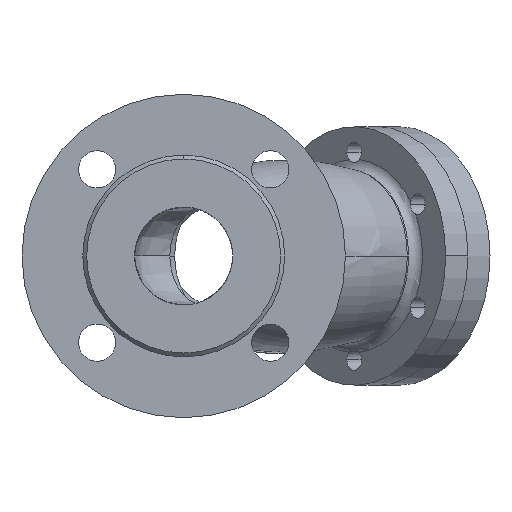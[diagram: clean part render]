
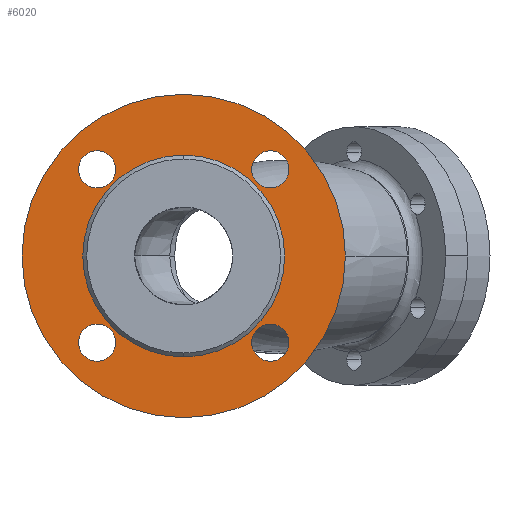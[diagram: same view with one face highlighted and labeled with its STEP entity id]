
A CAD part, left-side view. The second image highlights one B-rep face of the part: STEP entity #6020.
In plain terms, the highlighted planar face has unit normal (-1, 0, 0).
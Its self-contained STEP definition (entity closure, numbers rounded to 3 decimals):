
#103 = CARTESIAN_POINT ( 'NONE',  ( -113., 0., 0. ) ) ;
#162 = AXIS2_PLACEMENT_3D ( 'NONE', #103, #22880, #22496 ) ;
#404 = CARTESIAN_POINT ( 'NONE',  ( -113., 44.194, -44.194 ) ) ;
#522 = EDGE_LOOP ( 'NONE', ( #6997, #7414 ) ) ;
#589 = EDGE_CURVE ( 'NONE', #7402, #23811, #15830, .T. ) ;
#675 = EDGE_LOOP ( 'NONE', ( #4586, #18600 ) ) ;
#691 = VERTEX_POINT ( 'NONE', #17093 ) ;
#881 = CIRCLE ( 'NONE', #23916, 9.5 ) ;
#1122 = AXIS2_PLACEMENT_3D ( 'NONE', #21969, #21732, #18225 ) ;
#1313 = PLANE ( 'NONE',  #15849 ) ;
#1389 = DIRECTION ( 'NONE',  ( -1., 0., 0. ) ) ;
#1562 = AXIS2_PLACEMENT_3D ( 'NONE', #22557, #5983, #13334 ) ;
#1636 = ORIENTED_EDGE ( 'NONE', *, *, #15312, .T. ) ;
#2965 = EDGE_CURVE ( 'NONE', #17305, #10549, #11435, .T. ) ;
#3057 = VERTEX_POINT ( 'NONE', #12421 ) ;
#3169 = FACE_OUTER_BOUND ( 'NONE', #22256, .T. ) ;
#4051 = CARTESIAN_POINT ( 'NONE',  ( -113., -44.194, 44.194 ) ) ;
#4112 = DIRECTION ( 'NONE',  ( 0., 0., 1. ) ) ;
#4126 = AXIS2_PLACEMENT_3D ( 'NONE', #4051, #8272, #6408 ) ;
#4200 = ORIENTED_EDGE ( 'NONE', *, *, #20169, .F. ) ;
#4472 = EDGE_CURVE ( 'NONE', #691, #16302, #10684, .T. ) ;
#4586 = ORIENTED_EDGE ( 'NONE', *, *, #589, .F. ) ;
#5630 = DIRECTION ( 'NONE',  ( 0., 0., 1. ) ) ;
#5680 = AXIS2_PLACEMENT_3D ( 'NONE', #14581, #1389, #6720 ) ;
#5698 = AXIS2_PLACEMENT_3D ( 'NONE', #19820, #21586, #12105 ) ;
#5983 = DIRECTION ( 'NONE',  ( -1., 0., 0. ) ) ;
#6020 = ADVANCED_FACE ( 'NONE', ( #12616, #14260, #6412, #3169, #18354, #12376 ), #1313, .F. ) ;
#6115 = CIRCLE ( 'NONE', #4126, 9.5 ) ;
#6408 = DIRECTION ( 'NONE',  ( 0., 0., 1. ) ) ;
#6412 = FACE_BOUND ( 'NONE', #6506, .T. ) ;
#6506 = EDGE_LOOP ( 'NONE', ( #7060, #9957 ) ) ;
#6648 = DIRECTION ( 'NONE',  ( 0., 0., 1. ) ) ;
#6720 = DIRECTION ( 'NONE',  ( 0., 0., 1. ) ) ;
#6997 = ORIENTED_EDGE ( 'NONE', *, *, #22282, .F. ) ;
#7060 = ORIENTED_EDGE ( 'NONE', *, *, #14409, .F. ) ;
#7257 = CARTESIAN_POINT ( 'NONE',  ( -113., -44.194, -44.194 ) ) ;
#7269 = CIRCLE ( 'NONE', #10050, 9.5 ) ;
#7402 = VERTEX_POINT ( 'NONE', #8460 ) ;
#7403 = EDGE_LOOP ( 'NONE', ( #15756, #14779 ) ) ;
#7414 = ORIENTED_EDGE ( 'NONE', *, *, #16445, .F. ) ;
#7515 = EDGE_LOOP ( 'NONE', ( #10546, #4200 ) ) ;
#8272 = DIRECTION ( 'NONE',  ( -1., 0., 0. ) ) ;
#8460 = CARTESIAN_POINT ( 'NONE',  ( -113., 44.194, 53.694 ) ) ;
#8631 = CARTESIAN_POINT ( 'NONE',  ( -113., 0., 51.5 ) ) ;
#8812 = CARTESIAN_POINT ( 'NONE',  ( -113., 0., 0. ) ) ;
#8878 = DIRECTION ( 'NONE',  ( -1., 0., 0. ) ) ;
#9099 = CARTESIAN_POINT ( 'NONE',  ( -113., 44.194, -34.694 ) ) ;
#9680 = CIRCLE ( 'NONE', #5698, 82.5 ) ;
#9957 = ORIENTED_EDGE ( 'NONE', *, *, #13801, .F. ) ;
#10050 = AXIS2_PLACEMENT_3D ( 'NONE', #7257, #14875, #21094 ) ;
#10069 = AXIS2_PLACEMENT_3D ( 'NONE', #14423, #12905, #13029 ) ;
#10402 = ORIENTED_EDGE ( 'NONE', *, *, #13447, .T. ) ;
#10546 = ORIENTED_EDGE ( 'NONE', *, *, #4472, .F. ) ;
#10549 = VERTEX_POINT ( 'NONE', #19440 ) ;
#10684 = CIRCLE ( 'NONE', #1562, 9.5 ) ;
#11435 = CIRCLE ( 'NONE', #13026, 9.5 ) ;
#11621 = AXIS2_PLACEMENT_3D ( 'NONE', #8812, #20530, #20283 ) ;
#11658 = EDGE_CURVE ( 'NONE', #23811, #7402, #18018, .T. ) ;
#11829 = DIRECTION ( 'NONE',  ( 0., 0., 1. ) ) ;
#12105 = DIRECTION ( 'NONE',  ( 0., 0., 1. ) ) ;
#12376 = FACE_BOUND ( 'NONE', #7515, .T. ) ;
#12421 = CARTESIAN_POINT ( 'NONE',  ( -113., 0., 82.5 ) ) ;
#12616 = FACE_BOUND ( 'NONE', #522, .T. ) ;
#12732 = VERTEX_POINT ( 'NONE', #17325 ) ;
#12740 = CARTESIAN_POINT ( 'NONE',  ( -113., 0., 0. ) ) ;
#12792 = VERTEX_POINT ( 'NONE', #13064 ) ;
#12905 = DIRECTION ( 'NONE',  ( -1., 0., 0. ) ) ;
#13026 = AXIS2_PLACEMENT_3D ( 'NONE', #404, #23054, #4112 ) ;
#13029 = DIRECTION ( 'NONE',  ( 0., 0., 1. ) ) ;
#13064 = CARTESIAN_POINT ( 'NONE',  ( -113., -44.194, 53.694 ) ) ;
#13188 = CIRCLE ( 'NONE', #11621, 51.5 ) ;
#13334 = DIRECTION ( 'NONE',  ( 0., 0., 1. ) ) ;
#13447 = EDGE_CURVE ( 'NONE', #12732, #3057, #9680, .T. ) ;
#13583 = AXIS2_PLACEMENT_3D ( 'NONE', #12740, #8878, #6648 ) ;
#13660 = CIRCLE ( 'NONE', #10069, 9.5 ) ;
#13801 = EDGE_CURVE ( 'NONE', #20000, #12792, #13660, .T. ) ;
#14260 = FACE_BOUND ( 'NONE', #675, .T. ) ;
#14409 = EDGE_CURVE ( 'NONE', #12792, #20000, #6115, .T. ) ;
#14423 = CARTESIAN_POINT ( 'NONE',  ( -113., -44.194, 44.194 ) ) ;
#14581 = CARTESIAN_POINT ( 'NONE',  ( -113., 44.194, 44.194 ) ) ;
#14779 = ORIENTED_EDGE ( 'NONE', *, *, #15995, .F. ) ;
#14875 = DIRECTION ( 'NONE',  ( -1., 0., 0. ) ) ;
#15312 = EDGE_CURVE ( 'NONE', #3057, #12732, #20718, .T. ) ;
#15756 = ORIENTED_EDGE ( 'NONE', *, *, #2965, .F. ) ;
#15830 = CIRCLE ( 'NONE', #1122, 9.5 ) ;
#15849 = AXIS2_PLACEMENT_3D ( 'NONE', #23497, #18967, #5630 ) ;
#15995 = EDGE_CURVE ( 'NONE', #10549, #17305, #881, .T. ) ;
#16027 = CARTESIAN_POINT ( 'NONE',  ( -113., -44.194, 34.694 ) ) ;
#16302 = VERTEX_POINT ( 'NONE', #22252 ) ;
#16445 = EDGE_CURVE ( 'NONE', #23582, #21186, #24407, .T. ) ;
#17093 = CARTESIAN_POINT ( 'NONE',  ( -113., -44.194, -34.694 ) ) ;
#17305 = VERTEX_POINT ( 'NONE', #9099 ) ;
#17325 = CARTESIAN_POINT ( 'NONE',  ( -113., 0., -82.5 ) ) ;
#18018 = CIRCLE ( 'NONE', #5680, 9.5 ) ;
#18225 = DIRECTION ( 'NONE',  ( 0., 0., 1. ) ) ;
#18354 = FACE_BOUND ( 'NONE', #7403, .T. ) ;
#18600 = ORIENTED_EDGE ( 'NONE', *, *, #11658, .F. ) ;
#18915 = CARTESIAN_POINT ( 'NONE',  ( -113., 0., -51.5 ) ) ;
#18967 = DIRECTION ( 'NONE',  ( 1., 0., 0. ) ) ;
#19440 = CARTESIAN_POINT ( 'NONE',  ( -113., 44.194, -53.694 ) ) ;
#19820 = CARTESIAN_POINT ( 'NONE',  ( -113., 0., 0. ) ) ;
#19884 = CARTESIAN_POINT ( 'NONE',  ( -113., 44.194, -44.194 ) ) ;
#20000 = VERTEX_POINT ( 'NONE', #16027 ) ;
#20169 = EDGE_CURVE ( 'NONE', #16302, #691, #7269, .T. ) ;
#20283 = DIRECTION ( 'NONE',  ( 0., 0., 1. ) ) ;
#20530 = DIRECTION ( 'NONE',  ( -1., 0., 0. ) ) ;
#20718 = CIRCLE ( 'NONE', #13583, 82.5 ) ;
#21094 = DIRECTION ( 'NONE',  ( 0., 0., 1. ) ) ;
#21181 = DIRECTION ( 'NONE',  ( -1., 0., 0. ) ) ;
#21186 = VERTEX_POINT ( 'NONE', #8631 ) ;
#21586 = DIRECTION ( 'NONE',  ( -1., 0., 0. ) ) ;
#21732 = DIRECTION ( 'NONE',  ( -1., 0., 0. ) ) ;
#21966 = CARTESIAN_POINT ( 'NONE',  ( -113., 44.194, 34.694 ) ) ;
#21969 = CARTESIAN_POINT ( 'NONE',  ( -113., 44.194, 44.194 ) ) ;
#22252 = CARTESIAN_POINT ( 'NONE',  ( -113., -44.194, -53.694 ) ) ;
#22256 = EDGE_LOOP ( 'NONE', ( #1636, #10402 ) ) ;
#22282 = EDGE_CURVE ( 'NONE', #21186, #23582, #13188, .T. ) ;
#22496 = DIRECTION ( 'NONE',  ( 0., 0., 1. ) ) ;
#22557 = CARTESIAN_POINT ( 'NONE',  ( -113., -44.194, -44.194 ) ) ;
#22880 = DIRECTION ( 'NONE',  ( -1., 0., 0. ) ) ;
#23054 = DIRECTION ( 'NONE',  ( -1., 0., 0. ) ) ;
#23497 = CARTESIAN_POINT ( 'NONE',  ( -113., 51.5, 0. ) ) ;
#23582 = VERTEX_POINT ( 'NONE', #18915 ) ;
#23811 = VERTEX_POINT ( 'NONE', #21966 ) ;
#23916 = AXIS2_PLACEMENT_3D ( 'NONE', #19884, #21181, #11829 ) ;
#24407 = CIRCLE ( 'NONE', #162, 51.5 ) ;
